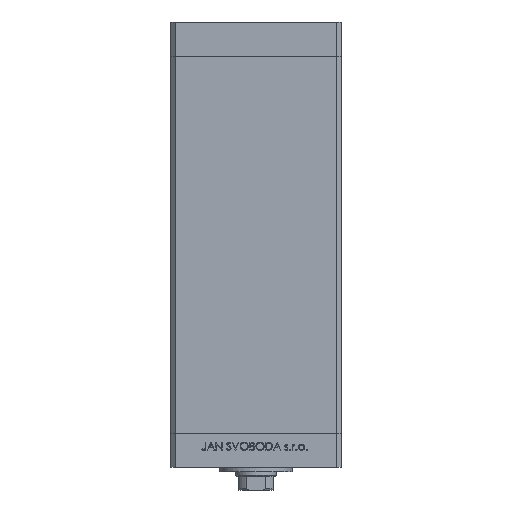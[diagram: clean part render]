
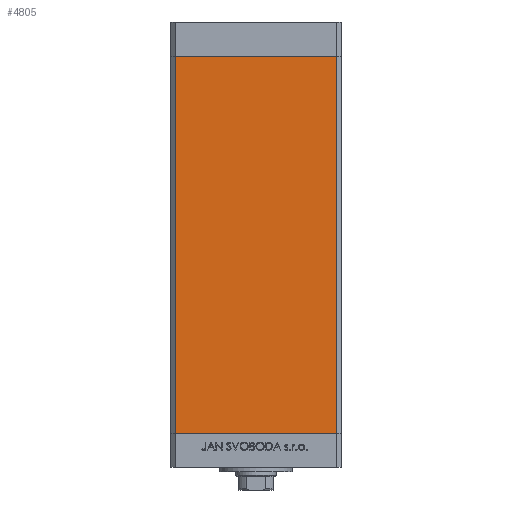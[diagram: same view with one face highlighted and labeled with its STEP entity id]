
A CAD part, front view. The second image highlights one B-rep face of the part: STEP entity #4805.
In plain terms, the highlighted planar face has unit normal (0, -1, 0).
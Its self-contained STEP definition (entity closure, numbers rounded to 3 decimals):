
#147 = FACE_OUTER_BOUND ( 'NONE', #9058, .T. ) ;
#640 = DIRECTION ( 'NONE',  ( 0., 1., 0. ) ) ;
#3478 = DIRECTION ( 'NONE',  ( 1., 0., 0. ) ) ;
#4805 = ADVANCED_FACE ( 'NONE', ( #147 ), #22355, .F. ) ;
#7608 = DIRECTION ( 'NONE',  ( 0., 0., -1. ) ) ;
#8873 = EDGE_CURVE ( 'NONE', #41556, #46987, #26411, .T. ) ;
#9058 = EDGE_LOOP ( 'NONE', ( #28554, #23161, #14956, #30128 ) ) ;
#9344 = DIRECTION ( 'NONE',  ( 0., 0., 1. ) ) ;
#10957 = CARTESIAN_POINT ( 'NONE',  ( -35.5, -32.5, 166. ) ) ;
#11026 = DIRECTION ( 'NONE',  ( 0., 0., -1. ) ) ;
#11769 = CARTESIAN_POINT ( 'NONE',  ( -35.5, -32.5, 166. ) ) ;
#12488 = VERTEX_POINT ( 'NONE', #29657 ) ;
#14832 = LINE ( 'NONE', #26294, #24605 ) ;
#14956 = ORIENTED_EDGE ( 'NONE', *, *, #8873, .F. ) ;
#15651 = VECTOR ( 'NONE', #3478, 1000. ) ;
#15721 = EDGE_CURVE ( 'NONE', #46987, #12488, #14832, .T. ) ;
#18626 = CARTESIAN_POINT ( 'NONE',  ( -35.5, -32.5, 166. ) ) ;
#22355 = PLANE ( 'NONE',  #44188 ) ;
#22503 = LINE ( 'NONE', #11769, #35245 ) ;
#23161 = ORIENTED_EDGE ( 'NONE', *, *, #15721, .F. ) ;
#24605 = VECTOR ( 'NONE', #7608, 1000. ) ;
#26294 = CARTESIAN_POINT ( 'NONE',  ( 35.5, -32.5, 166. ) ) ;
#26411 = LINE ( 'NONE', #10957, #15651 ) ;
#26965 = EDGE_CURVE ( 'NONE', #41556, #45090, #22503, .T. ) ;
#28554 = ORIENTED_EDGE ( 'NONE', *, *, #43570, .T. ) ;
#29657 = CARTESIAN_POINT ( 'NONE',  ( 35.5, -32.5, 0. ) ) ;
#30128 = ORIENTED_EDGE ( 'NONE', *, *, #26965, .T. ) ;
#30293 = CARTESIAN_POINT ( 'NONE',  ( -35.5, -32.5, 0. ) ) ;
#31919 = VECTOR ( 'NONE', #35598, 1000. ) ;
#35245 = VECTOR ( 'NONE', #11026, 1000. ) ;
#35598 = DIRECTION ( 'NONE',  ( 1., 0., 0. ) ) ;
#36367 = CARTESIAN_POINT ( 'NONE',  ( -35.5, -32.5, 166. ) ) ;
#39589 = CARTESIAN_POINT ( 'NONE',  ( -35.5, -32.5, 0. ) ) ;
#40410 = CARTESIAN_POINT ( 'NONE',  ( 35.5, -32.5, 166. ) ) ;
#41556 = VERTEX_POINT ( 'NONE', #36367 ) ;
#43570 = EDGE_CURVE ( 'NONE', #45090, #12488, #46834, .T. ) ;
#44188 = AXIS2_PLACEMENT_3D ( 'NONE', #18626, #640, #9344 ) ;
#45090 = VERTEX_POINT ( 'NONE', #30293 ) ;
#46834 = LINE ( 'NONE', #39589, #31919 ) ;
#46987 = VERTEX_POINT ( 'NONE', #40410 ) ;
